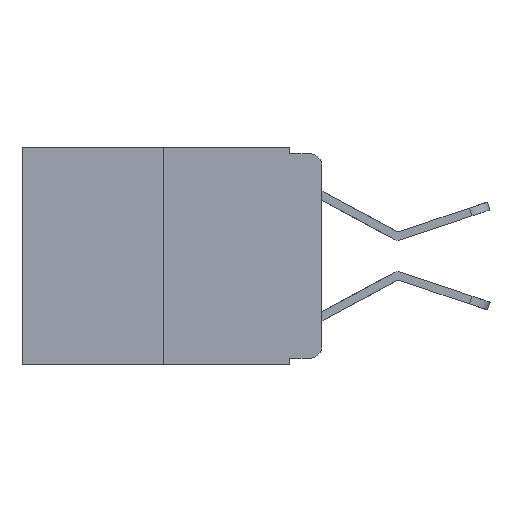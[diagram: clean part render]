
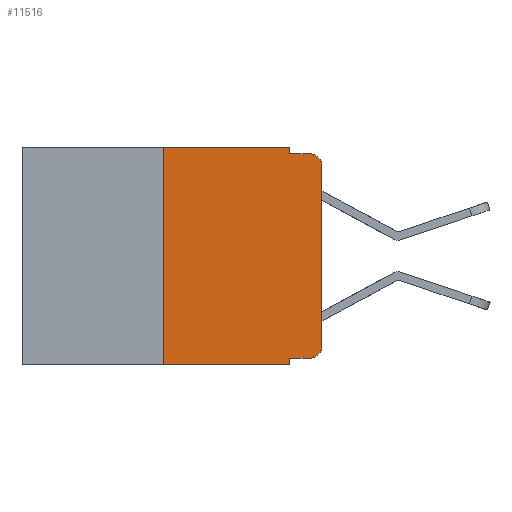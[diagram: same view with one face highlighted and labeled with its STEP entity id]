
A CAD part, left-side view. The second image highlights one B-rep face of the part: STEP entity #11516.
In plain terms, the highlighted planar face has unit normal (-1, 0, 0).
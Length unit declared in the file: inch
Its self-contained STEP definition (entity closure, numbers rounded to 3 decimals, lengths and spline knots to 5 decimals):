
#72 = VECTOR ( 'NONE', #14142, 39.37008 ) ;
#295 = ORIENTED_EDGE ( 'NONE', *, *, #13913, .F. ) ;
#401 = ORIENTED_EDGE ( 'NONE', *, *, #6226, .T. ) ;
#723 = CARTESIAN_POINT ( 'NONE',  ( 0., 0.051, 0. ) ) ;
#969 = CARTESIAN_POINT ( 'NONE',  ( 0., 0.051, -0.01 ) ) ;
#1267 = ORIENTED_EDGE ( 'NONE', *, *, #14283, .T. ) ;
#1268 = VERTEX_POINT ( 'NONE', #10165 ) ;
#1351 = CARTESIAN_POINT ( 'NONE',  ( 0., 0.02, -0.03 ) ) ;
#1355 = DIRECTION ( 'NONE',  ( 0., 0., -1. ) ) ;
#1359 = CARTESIAN_POINT ( 'NONE',  ( 0., 0.051, -0.343 ) ) ;
#1454 = VERTEX_POINT ( 'NONE', #9572 ) ;
#1505 = CARTESIAN_POINT ( 'NONE',  ( 0., 0.02, -0.01 ) ) ;
#1838 = ORIENTED_EDGE ( 'NONE', *, *, #7178, .T. ) ;
#2070 = VECTOR ( 'NONE', #1355, 39.37008 ) ;
#2251 = VERTEX_POINT ( 'NONE', #12972 ) ;
#2301 = ORIENTED_EDGE ( 'NONE', *, *, #7283, .T. ) ;
#2761 = CARTESIAN_POINT ( 'NONE',  ( 0., 0.473, 0. ) ) ;
#2971 = VERTEX_POINT ( 'NONE', #11863 ) ;
#3048 = DIRECTION ( 'NONE',  ( 0., -1., 0. ) ) ;
#3350 = VERTEX_POINT ( 'NONE', #969 ) ;
#3593 = EDGE_CURVE ( 'NONE', #4659, #4878, #13417, .T. ) ;
#3682 = LINE ( 'NONE', #13345, #14254 ) ;
#4659 = VERTEX_POINT ( 'NONE', #13870 ) ;
#4859 = CIRCLE ( 'NONE', #7132, 0.02 ) ;
#4861 = DIRECTION ( 'NONE',  ( 0., 0., 1. ) ) ;
#4878 = VERTEX_POINT ( 'NONE', #1359 ) ;
#5069 = LINE ( 'NONE', #12142, #14698 ) ;
#5394 = VERTEX_POINT ( 'NONE', #1505 ) ;
#5413 = ORIENTED_EDGE ( 'NONE', *, *, #11055, .F. ) ;
#5782 = CARTESIAN_POINT ( 'NONE',  ( 0., 0., 0. ) ) ;
#5977 = CARTESIAN_POINT ( 'NONE',  ( 0., 0.25, 0. ) ) ;
#5986 = CARTESIAN_POINT ( 'NONE',  ( 0., 0.02, -0.313 ) ) ;
#6136 = VECTOR ( 'NONE', #10394, 39.37008 ) ;
#6226 = EDGE_CURVE ( 'NONE', #13546, #2251, #4859, .T. ) ;
#6642 = EDGE_CURVE ( 'NONE', #13710, #1268, #3682, .T. ) ;
#6711 = VECTOR ( 'NONE', #7453, 39.37008 ) ;
#6742 = LINE ( 'NONE', #723, #6136 ) ;
#6834 = EDGE_CURVE ( 'NONE', #1268, #3350, #6742, .T. ) ;
#6975 = LINE ( 'NONE', #5782, #6711 ) ;
#6978 = ORIENTED_EDGE ( 'NONE', *, *, #6834, .F. ) ;
#7132 = AXIS2_PLACEMENT_3D ( 'NONE', #5986, #8533, #7341 ) ;
#7178 = EDGE_CURVE ( 'NONE', #4659, #13546, #8116, .T. ) ;
#7283 = EDGE_CURVE ( 'NONE', #1454, #5394, #15543, .T. ) ;
#7341 = DIRECTION ( 'NONE',  ( 0., 0., -1. ) ) ;
#7388 = DIRECTION ( 'NONE',  ( -1., 0., 0. ) ) ;
#7453 = DIRECTION ( 'NONE',  ( 0., 0., 1. ) ) ;
#7471 = CARTESIAN_POINT ( 'NONE',  ( 0., 0.051, 0. ) ) ;
#7964 = LINE ( 'NONE', #13761, #8098 ) ;
#8098 = VECTOR ( 'NONE', #3048, 39.37008 ) ;
#8116 = LINE ( 'NONE', #11775, #72 ) ;
#8162 = ORIENTED_EDGE ( 'NONE', *, *, #3593, .F. ) ;
#8533 = DIRECTION ( 'NONE',  ( -1., 0., 0. ) ) ;
#8543 = FACE_OUTER_BOUND ( 'NONE', #9591, .T. ) ;
#8689 = AXIS2_PLACEMENT_3D ( 'NONE', #1351, #7388, #12150 ) ;
#8817 = ORIENTED_EDGE ( 'NONE', *, *, #10416, .T. ) ;
#9572 = CARTESIAN_POINT ( 'NONE',  ( 0., 0., -0.03 ) ) ;
#9591 = EDGE_LOOP ( 'NONE', ( #8817, #2301, #295, #6978, #11631, #5413, #1267, #8162, #1838, #401 ) ) ;
#9803 = PLANE ( 'NONE',  #10826 ) ;
#10165 = CARTESIAN_POINT ( 'NONE',  ( 0., 0.051, 0. ) ) ;
#10394 = DIRECTION ( 'NONE',  ( 0., 0., -1. ) ) ;
#10416 = EDGE_CURVE ( 'NONE', #2251, #1454, #6975, .T. ) ;
#10826 = AXIS2_PLACEMENT_3D ( 'NONE', #2761, #13378, #12431 ) ;
#10980 = LINE ( 'NONE', #5977, #12881 ) ;
#11053 = DIRECTION ( 'NONE',  ( 0., -1., 0. ) ) ;
#11055 = EDGE_CURVE ( 'NONE', #2971, #13710, #10980, .T. ) ;
#11516 = ADVANCED_FACE ( 'NONE', ( #8543 ), #9803, .F. ) ;
#11631 = ORIENTED_EDGE ( 'NONE', *, *, #6642, .F. ) ;
#11775 = CARTESIAN_POINT ( 'NONE',  ( 0., 0.051, -0.333 ) ) ;
#11863 = CARTESIAN_POINT ( 'NONE',  ( 0., 0.25, -0.343 ) ) ;
#12142 = CARTESIAN_POINT ( 'NONE',  ( 0., 0.473, -0.343 ) ) ;
#12150 = DIRECTION ( 'NONE',  ( 0., 0., -1. ) ) ;
#12431 = DIRECTION ( 'NONE',  ( 0., 0., -1. ) ) ;
#12881 = VECTOR ( 'NONE', #4861, 39.37008 ) ;
#12972 = CARTESIAN_POINT ( 'NONE',  ( 0., 0., -0.313 ) ) ;
#13107 = CARTESIAN_POINT ( 'NONE',  ( 0., 0.02, -0.333 ) ) ;
#13328 = DIRECTION ( 'NONE',  ( 0., -1., 0. ) ) ;
#13345 = CARTESIAN_POINT ( 'NONE',  ( 0., 0.473, 0. ) ) ;
#13378 = DIRECTION ( 'NONE',  ( 1., 0., 0. ) ) ;
#13417 = LINE ( 'NONE', #7471, #2070 ) ;
#13508 = CARTESIAN_POINT ( 'NONE',  ( 0., 0.25, 0. ) ) ;
#13546 = VERTEX_POINT ( 'NONE', #13107 ) ;
#13710 = VERTEX_POINT ( 'NONE', #13508 ) ;
#13761 = CARTESIAN_POINT ( 'NONE',  ( 0., 0.051, -0.01 ) ) ;
#13870 = CARTESIAN_POINT ( 'NONE',  ( 0., 0.051, -0.333 ) ) ;
#13913 = EDGE_CURVE ( 'NONE', #3350, #5394, #7964, .T. ) ;
#14142 = DIRECTION ( 'NONE',  ( 0., -1., 0. ) ) ;
#14254 = VECTOR ( 'NONE', #11053, 39.37008 ) ;
#14283 = EDGE_CURVE ( 'NONE', #2971, #4878, #5069, .T. ) ;
#14698 = VECTOR ( 'NONE', #13328, 39.37008 ) ;
#15543 = CIRCLE ( 'NONE', #8689, 0.02 ) ;
